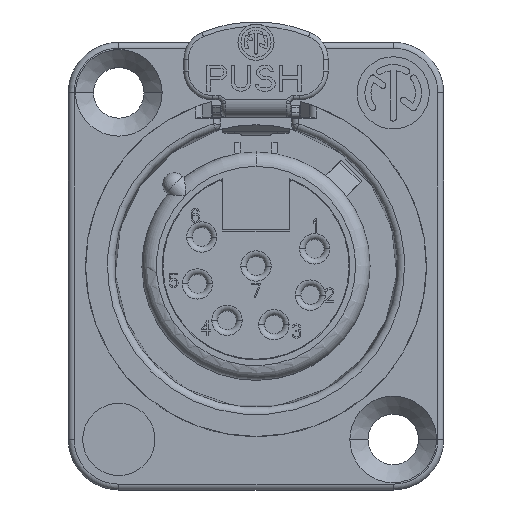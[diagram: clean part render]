
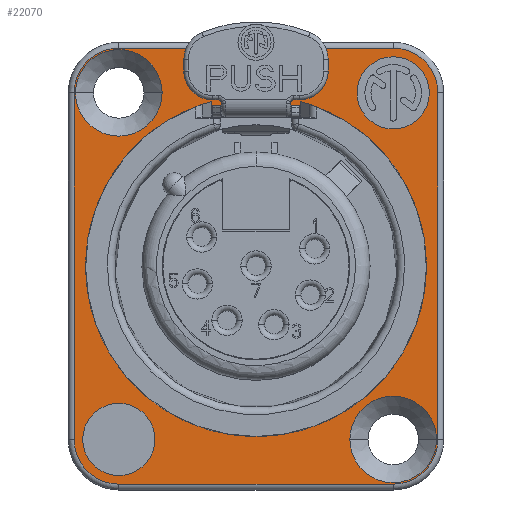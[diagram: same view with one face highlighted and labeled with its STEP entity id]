
A CAD part, top view. The second image highlights one B-rep face of the part: STEP entity #22070.
In plain terms, the highlighted planar face has unit normal (0, 0, 1).
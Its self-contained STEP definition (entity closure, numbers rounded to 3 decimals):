
#597=CARTESIAN_POINT('',(9.5,-12.,-3.3));
#598=DIRECTION('',(0.,0.,1.));
#599=DIRECTION('',(-1.,0.,0.));
#600=AXIS2_PLACEMENT_3D('',#597,#598,#599);
#602=CARTESIAN_POINT('',(9.5,-12.,-3.3));
#603=DIRECTION('',(0.,0.,1.));
#604=DIRECTION('',(1.,0.,0.));
#605=AXIS2_PLACEMENT_3D('',#602,#603,#604);
#607=CARTESIAN_POINT('',(-9.5,12.,-3.3));
#608=DIRECTION('',(0.,0.,1.));
#609=DIRECTION('',(-1.,0.,0.));
#610=AXIS2_PLACEMENT_3D('',#607,#608,#609);
#612=CARTESIAN_POINT('',(-9.5,12.,-3.3));
#613=DIRECTION('',(0.,0.,1.));
#614=DIRECTION('',(1.,0.,0.));
#615=AXIS2_PLACEMENT_3D('',#612,#613,#614);
#617=CARTESIAN_POINT('',(9.5,12.,-3.3));
#618=DIRECTION('',(0.,0.,1.));
#619=DIRECTION('',(1.,0.,0.));
#620=AXIS2_PLACEMENT_3D('',#617,#618,#619);
#622=CARTESIAN_POINT('',(9.5,12.,-3.3));
#623=DIRECTION('',(0.,0.,1.));
#624=DIRECTION('',(-1.,0.,0.));
#625=AXIS2_PLACEMENT_3D('',#622,#623,#624);
#627=CARTESIAN_POINT('',(-9.5,-12.,-3.3));
#628=DIRECTION('',(0.,0.,1.));
#629=DIRECTION('',(1.,0.,0.));
#630=AXIS2_PLACEMENT_3D('',#627,#628,#629);
#632=CARTESIAN_POINT('',(-9.5,-12.,-3.3));
#633=DIRECTION('',(0.,0.,1.));
#634=DIRECTION('',(-1.,0.,0.));
#635=AXIS2_PLACEMENT_3D('',#632,#633,#634);
#637=DIRECTION('',(0.,-1.,0.));
#638=VECTOR('',#637,1.07);
#639=CARTESIAN_POINT('',(3.078,11.391,-3.3));
#640=LINE('',#639,#638);
#641=DIRECTION('',(0.,1.,0.));
#642=VECTOR('',#641,1.07);
#643=CARTESIAN_POINT('',(-3.078,10.322,-3.3));
#644=LINE('',#643,#642);
#754=DIRECTION('',(1.,0.,0.));
#755=VECTOR('',#754,0.078);
#756=CARTESIAN_POINT('',(-3.078,10.322,-3.3));
#757=LINE('',#756,#755);
#775=DIRECTION('',(1.,0.,0.));
#776=VECTOR('',#775,0.078);
#777=CARTESIAN_POINT('',(3.,10.322,-3.3));
#778=LINE('',#777,#776);
#796=DIRECTION('',(0.,1.,0.));
#797=VECTOR('',#796,0.8);
#798=CARTESIAN_POINT('',(-3.,10.322,-3.3));
#799=LINE('',#798,#797);
#812=DIRECTION('',(1.,0.,0.));
#813=VECTOR('',#812,6.);
#814=CARTESIAN_POINT('',(-3.,11.122,-3.3));
#815=LINE('',#814,#813);
#816=DIRECTION('',(0.,1.,0.));
#817=VECTOR('',#816,0.8);
#818=CARTESIAN_POINT('',(3.,10.322,-3.3));
#819=LINE('',#818,#817);
#3314=CARTESIAN_POINT('',(0.,0.,-3.3));
#3315=DIRECTION('',(0.,0.,-1.));
#3316=DIRECTION('',(0.261,0.965,0.));
#3317=AXIS2_PLACEMENT_3D('',#3314,#3315,#3316);
#3345=CARTESIAN_POINT('',(3.078,11.391,-3.3));
#3359=CARTESIAN_POINT('',(-3.078,11.391,-3.3));
#4842=CARTESIAN_POINT('',(-9.5,-12.,-3.3));
#4843=DIRECTION('',(0.,0.,1.));
#4844=DIRECTION('',(-1.,0.,0.));
#4845=AXIS2_PLACEMENT_3D('',#4842,#4843,#4844);
#4857=DIRECTION('',(1.,0.,0.));
#4858=VECTOR('',#4857,19.);
#4859=CARTESIAN_POINT('',(-9.5,-15.1,-3.3));
#4860=LINE('',#4859,#4858);
#4870=CARTESIAN_POINT('',(9.5,-12.,-3.3));
#4871=DIRECTION('',(0.,0.,1.));
#4872=DIRECTION('',(0.,-1.,0.));
#4873=AXIS2_PLACEMENT_3D('',#4870,#4871,#4872);
#4885=DIRECTION('',(0.,1.,0.));
#4886=VECTOR('',#4885,24.);
#4887=CARTESIAN_POINT('',(12.6,-12.,-3.3));
#4888=LINE('',#4887,#4886);
#4898=CARTESIAN_POINT('',(9.5,12.,-3.3));
#4899=DIRECTION('',(0.,0.,1.));
#4900=DIRECTION('',(1.,0.,0.));
#4901=AXIS2_PLACEMENT_3D('',#4898,#4899,#4900);
#4913=DIRECTION('',(-1.,0.,0.));
#4914=VECTOR('',#4913,19.);
#4915=CARTESIAN_POINT('',(9.5,15.1,-3.3));
#4916=LINE('',#4915,#4914);
#4926=CARTESIAN_POINT('',(-9.5,12.,-3.3));
#4927=DIRECTION('',(0.,0.,1.));
#4928=DIRECTION('',(0.,1.,0.));
#4929=AXIS2_PLACEMENT_3D('',#4926,#4927,#4928);
#4941=DIRECTION('',(0.,-1.,0.));
#4942=VECTOR('',#4941,24.);
#4943=CARTESIAN_POINT('',(-12.6,12.,-3.3));
#4944=LINE('',#4943,#4942);
#16520=CARTESIAN_POINT('',(6.5,-12.,-3.3));
#16521=CARTESIAN_POINT('',(12.5,-12.,-3.3));
#16522=VERTEX_POINT('',#16520);
#16523=VERTEX_POINT('',#16521);
#16532=CARTESIAN_POINT('',(12.,12.,-3.3));
#16533=CARTESIAN_POINT('',(7.,12.,-3.3));
#16534=VERTEX_POINT('',#16532);
#16535=VERTEX_POINT('',#16533);
#16536=CARTESIAN_POINT('',(-7.,-12.,-3.3));
#16537=CARTESIAN_POINT('',(-12.,-12.,-3.3));
#16538=VERTEX_POINT('',#16536);
#16539=VERTEX_POINT('',#16537);
#16552=CARTESIAN_POINT('',(-12.5,12.,-3.3));
#16553=CARTESIAN_POINT('',(-6.5,12.,-3.3));
#16554=VERTEX_POINT('',#16552);
#16555=VERTEX_POINT('',#16553);
#16556=CARTESIAN_POINT('',(-12.6,12.,-3.3));
#16557=CARTESIAN_POINT('',(-12.6,-12.,-3.3));
#16558=VERTEX_POINT('',#16556);
#16559=VERTEX_POINT('',#16557);
#16564=CARTESIAN_POINT('',(-9.5,-15.1,-3.3));
#16565=VERTEX_POINT('',#16564);
#16568=CARTESIAN_POINT('',(9.5,-15.1,-3.3));
#16569=VERTEX_POINT('',#16568);
#16572=CARTESIAN_POINT('',(12.6,-12.,-3.3));
#16573=VERTEX_POINT('',#16572);
#16576=CARTESIAN_POINT('',(12.6,12.,-3.3));
#16577=VERTEX_POINT('',#16576);
#16580=CARTESIAN_POINT('',(9.5,15.1,-3.3));
#16581=VERTEX_POINT('',#16580);
#16584=CARTESIAN_POINT('',(-9.5,15.1,-3.3));
#16585=VERTEX_POINT('',#16584);
#21123=CARTESIAN_POINT('',(-3.078,10.322,-3.3));
#21124=CARTESIAN_POINT('',(-3.,10.322,-3.3));
#21125=VERTEX_POINT('',#21123);
#21126=VERTEX_POINT('',#21124);
#21127=CARTESIAN_POINT('',(3.,10.322,-3.3));
#21128=CARTESIAN_POINT('',(3.078,10.322,-3.3));
#21129=VERTEX_POINT('',#21127);
#21130=VERTEX_POINT('',#21128);
#21146=CARTESIAN_POINT('',(-3.,11.122,-3.3));
#21147=VERTEX_POINT('',#21146);
#21148=CARTESIAN_POINT('',(3.,11.122,-3.3));
#21149=VERTEX_POINT('',#21148);
#21166=VERTEX_POINT('',#3345);
#21167=VERTEX_POINT('',#3359);
#22005=CARTESIAN_POINT('',(0.,0.,-3.3));
#22006=DIRECTION('',(0.,0.,1.));
#22007=DIRECTION('',(1.,0.,0.));
#22008=AXIS2_PLACEMENT_3D('',#22005,#22006,#22007);
#22009=PLANE('',#22008);
#22011=ORIENTED_EDGE('',*,*,#22010,.F.);
#22013=ORIENTED_EDGE('',*,*,#22012,.F.);
#22015=ORIENTED_EDGE('',*,*,#22014,.F.);
#22017=ORIENTED_EDGE('',*,*,#22016,.F.);
#22019=ORIENTED_EDGE('',*,*,#22018,.F.);
#22021=ORIENTED_EDGE('',*,*,#22020,.F.);
#22023=ORIENTED_EDGE('',*,*,#22022,.F.);
#22025=ORIENTED_EDGE('',*,*,#22024,.F.);
#22026=EDGE_LOOP('',(#22011,#22013,#22015,#22017,#22019,#22021,#22023,#22025));
#22027=FACE_OUTER_BOUND('',#22026,.F.);
#22029=ORIENTED_EDGE('',*,*,#22028,.T.);
#22031=ORIENTED_EDGE('',*,*,#22030,.T.);
#22032=EDGE_LOOP('',(#22029,#22031));
#22033=FACE_BOUND('',#22032,.F.);
#22035=ORIENTED_EDGE('',*,*,#22034,.T.);
#22037=ORIENTED_EDGE('',*,*,#22036,.T.);
#22038=EDGE_LOOP('',(#22035,#22037));
#22039=FACE_BOUND('',#22038,.F.);
#22041=ORIENTED_EDGE('',*,*,#22040,.T.);
#22043=ORIENTED_EDGE('',*,*,#22042,.T.);
#22044=EDGE_LOOP('',(#22041,#22043));
#22045=FACE_BOUND('',#22044,.F.);
#22047=ORIENTED_EDGE('',*,*,#22046,.T.);
#22049=ORIENTED_EDGE('',*,*,#22048,.T.);
#22050=EDGE_LOOP('',(#22047,#22049));
#22051=FACE_BOUND('',#22050,.F.);
#22053=ORIENTED_EDGE('',*,*,#22052,.T.);
#22055=ORIENTED_EDGE('',*,*,#22054,.F.);
#22057=ORIENTED_EDGE('',*,*,#22056,.T.);
#22059=ORIENTED_EDGE('',*,*,#22058,.F.);
#22061=ORIENTED_EDGE('',*,*,#22060,.F.);
#22063=ORIENTED_EDGE('',*,*,#22062,.F.);
#22065=ORIENTED_EDGE('',*,*,#22064,.T.);
#22067=ORIENTED_EDGE('',*,*,#22066,.F.);
#22068=EDGE_LOOP('',(#22053,#22055,#22057,#22059,#22061,#22063,#22065,#22067));
#22069=FACE_BOUND('',#22068,.F.);
#22070=ADVANCED_FACE('',(#22027,#22033,#22039,#22045,#22051,#22069),#22009,.T.);
#601=CIRCLE('',#600,3.);
#606=CIRCLE('',#605,3.);
#611=CIRCLE('',#610,3.);
#616=CIRCLE('',#615,3.);
#621=CIRCLE('',#620,2.5);
#626=CIRCLE('',#625,2.5);
#631=CIRCLE('',#630,2.5);
#636=CIRCLE('',#635,2.5);
#3318=CIRCLE('',#3317,11.8);
#4846=CIRCLE('',#4845,3.1);
#4874=CIRCLE('',#4873,3.1);
#4902=CIRCLE('',#4901,3.1);
#4930=CIRCLE('',#4929,3.1);
#22010=EDGE_CURVE('',#16558,#16559,#4944,.T.);
#22012=EDGE_CURVE('',#16585,#16558,#4930,.T.);
#22014=EDGE_CURVE('',#16581,#16585,#4916,.T.);
#22016=EDGE_CURVE('',#16577,#16581,#4902,.T.);
#22018=EDGE_CURVE('',#16573,#16577,#4888,.T.);
#22020=EDGE_CURVE('',#16569,#16573,#4874,.T.);
#22022=EDGE_CURVE('',#16565,#16569,#4860,.T.);
#22024=EDGE_CURVE('',#16559,#16565,#4846,.T.);
#22028=EDGE_CURVE('',#16522,#16523,#601,.T.);
#22030=EDGE_CURVE('',#16523,#16522,#606,.T.);
#22034=EDGE_CURVE('',#16554,#16555,#611,.T.);
#22036=EDGE_CURVE('',#16555,#16554,#616,.T.);
#22040=EDGE_CURVE('',#16534,#16535,#621,.T.);
#22042=EDGE_CURVE('',#16535,#16534,#626,.T.);
#22046=EDGE_CURVE('',#16538,#16539,#631,.T.);
#22048=EDGE_CURVE('',#16539,#16538,#636,.T.);
#22052=EDGE_CURVE('',#21166,#21130,#640,.T.);
#22054=EDGE_CURVE('',#21129,#21130,#778,.T.);
#22056=EDGE_CURVE('',#21129,#21149,#819,.T.);
#22058=EDGE_CURVE('',#21147,#21149,#815,.T.);
#22060=EDGE_CURVE('',#21126,#21147,#799,.T.);
#22062=EDGE_CURVE('',#21125,#21126,#757,.T.);
#22064=EDGE_CURVE('',#21125,#21167,#644,.T.);
#22066=EDGE_CURVE('',#21166,#21167,#3318,.T.);
